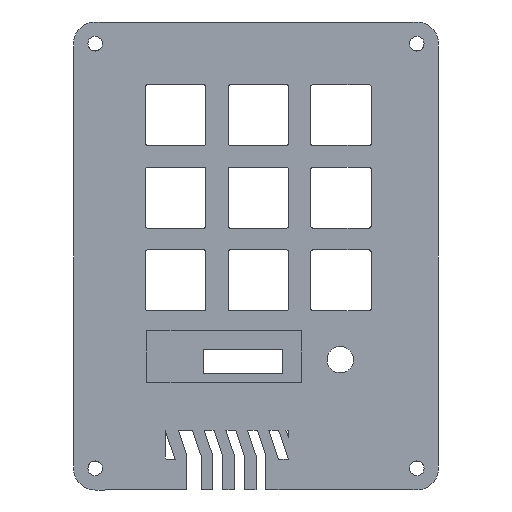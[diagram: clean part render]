
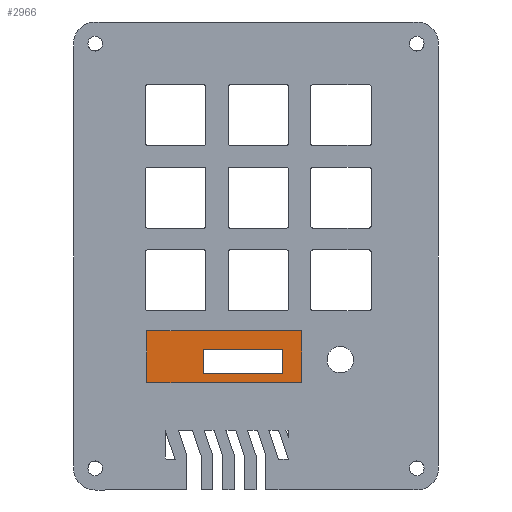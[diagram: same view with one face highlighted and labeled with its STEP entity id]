
A CAD part, front view. The second image highlights one B-rep face of the part: STEP entity #2966.
In plain terms, the highlighted planar face has unit normal (0, -1, 0).
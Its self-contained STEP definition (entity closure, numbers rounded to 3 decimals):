
#107=FACE_BOUND('',#425,.T.);
#261=FACE_OUTER_BOUND('',#424,.T.);
#424=EDGE_LOOP('',(#2550,#2551,#2552,#2553));
#425=EDGE_LOOP('',(#2554,#2555,#2556,#2557));
#849=LINE('',#4963,#1151);
#854=LINE('',#4973,#1156);
#856=LINE('',#4977,#1158);
#857=LINE('',#4978,#1159);
#858=LINE('',#4981,#1160);
#859=LINE('',#4983,#1161);
#860=LINE('',#4985,#1162);
#861=LINE('',#4986,#1163);
#1151=VECTOR('',#4026,10.);
#1156=VECTOR('',#4033,10.);
#1158=VECTOR('',#4037,10.);
#1159=VECTOR('',#4038,10.);
#1160=VECTOR('',#4039,10.);
#1161=VECTOR('',#4040,10.);
#1162=VECTOR('',#4041,10.);
#1163=VECTOR('',#4042,10.);
#1441=VERTEX_POINT('',#4961);
#1442=VERTEX_POINT('',#4962);
#1446=VERTEX_POINT('',#4972);
#1447=VERTEX_POINT('',#4976);
#1448=VERTEX_POINT('',#4979);
#1449=VERTEX_POINT('',#4980);
#1450=VERTEX_POINT('',#4982);
#1451=VERTEX_POINT('',#4984);
#1858=EDGE_CURVE('',#1441,#1442,#849,.T.);
#1863=EDGE_CURVE('',#1442,#1446,#854,.T.);
#1865=EDGE_CURVE('',#1446,#1447,#856,.T.);
#1866=EDGE_CURVE('',#1447,#1441,#857,.T.);
#1867=EDGE_CURVE('',#1448,#1449,#858,.T.);
#1868=EDGE_CURVE('',#1450,#1448,#859,.T.);
#1869=EDGE_CURVE('',#1451,#1450,#860,.T.);
#1870=EDGE_CURVE('',#1449,#1451,#861,.T.);
#2550=ORIENTED_EDGE('',*,*,#1865,.F.);
#2551=ORIENTED_EDGE('',*,*,#1863,.F.);
#2552=ORIENTED_EDGE('',*,*,#1858,.F.);
#2553=ORIENTED_EDGE('',*,*,#1866,.F.);
#2554=ORIENTED_EDGE('',*,*,#1867,.F.);
#2555=ORIENTED_EDGE('',*,*,#1868,.F.);
#2556=ORIENTED_EDGE('',*,*,#1869,.F.);
#2557=ORIENTED_EDGE('',*,*,#1870,.F.);
#2823=PLANE('',#3239);
#2966=ADVANCED_FACE('',(#261,#107),#2823,.F.);
#3239=AXIS2_PLACEMENT_3D('',#4975,#4035,#4036);
#4026=DIRECTION('',(1.,0.,0.));
#4033=DIRECTION('',(0.,0.,-1.));
#4035=DIRECTION('center_axis',(0.,1.,0.));
#4036=DIRECTION('ref_axis',(0.,0.,1.));
#4037=DIRECTION('',(-1.,0.,0.));
#4038=DIRECTION('',(0.,0.,1.));
#4039=DIRECTION('',(-1.,0.,0.));
#4040=DIRECTION('',(0.,0.,1.));
#4041=DIRECTION('',(1.,0.,0.));
#4042=DIRECTION('',(0.,0.,-1.));
#4961=CARTESIAN_POINT('',(2.87,1.,16.899));
#4962=CARTESIAN_POINT('',(38.67,1.,16.899));
#4963=CARTESIAN_POINT('',(5.345,1.,16.899));
#4972=CARTESIAN_POINT('',(38.67,1.,4.899));
#4973=CARTESIAN_POINT('',(38.67,1.,4.899));
#4975=CARTESIAN_POINT('Origin',(23.245,1.,10.899));
#4976=CARTESIAN_POINT('',(2.87,1.,4.899));
#4977=CARTESIAN_POINT('',(7.82,1.,4.899));
#4978=CARTESIAN_POINT('',(2.87,1.,4.899));
#4979=CARTESIAN_POINT('',(34.29,1.,12.583));
#4980=CARTESIAN_POINT('',(16.006,1.,12.583));
#4981=CARTESIAN_POINT('',(19.626,1.,12.583));
#4982=CARTESIAN_POINT('',(34.29,1.,6.999));
#4983=CARTESIAN_POINT('',(34.29,1.,11.741));
#4984=CARTESIAN_POINT('',(16.006,1.,6.999));
#4985=CARTESIAN_POINT('',(28.768,1.,6.999));
#4986=CARTESIAN_POINT('',(16.006,1.,8.949));
